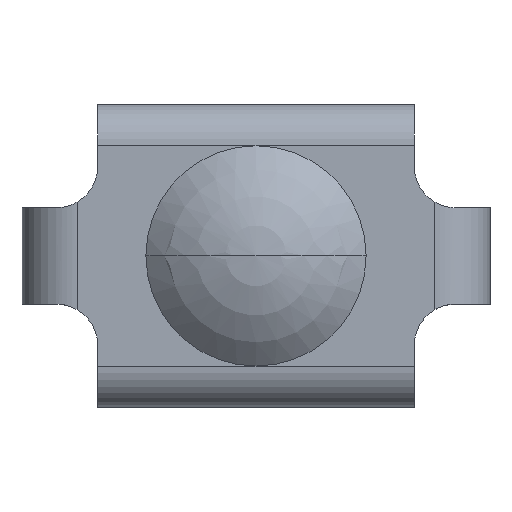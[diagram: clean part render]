
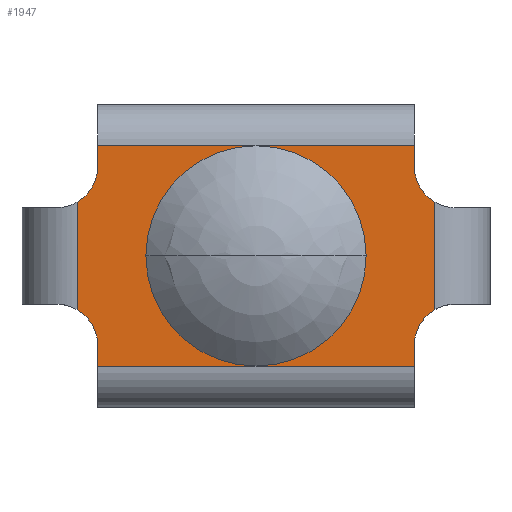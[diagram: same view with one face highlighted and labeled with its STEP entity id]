
A CAD part, top view. The second image highlights one B-rep face of the part: STEP entity #1947.
In plain terms, the highlighted planar face has unit normal (0, 0, 1).
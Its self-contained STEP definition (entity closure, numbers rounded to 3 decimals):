
#1136=CARTESIAN_POINT('',(31.5,4.5,0.));
#1137=DIRECTION('',(0.,0.,-1.));
#1138=DIRECTION('',(-1.,0.,0.));
#1139=AXIS2_PLACEMENT_3D('',#1136,#1137,#1138);
#1141=DIRECTION('',(0.,1.,0.));
#1142=VECTOR('',#1141,1.5);
#1143=CARTESIAN_POINT('',(28.5,3.,0.));
#1144=LINE('',#1143,#1142);
#1145=DIRECTION('',(0.,-1.,0.));
#1146=VECTOR('',#1145,1.5);
#1147=CARTESIAN_POINT('',(5.5,4.5,0.));
#1148=LINE('',#1147,#1146);
#1149=CARTESIAN_POINT('',(2.5,4.5,0.));
#1150=DIRECTION('',(0.,0.,-1.));
#1151=DIRECTION('',(0.5,0.866,0.));
#1152=AXIS2_PLACEMENT_3D('',#1149,#1150,#1151);
#1154=CARTESIAN_POINT('',(2.5,17.5,0.));
#1155=DIRECTION('',(0.,0.,-1.));
#1156=DIRECTION('',(1.,0.,0.));
#1157=AXIS2_PLACEMENT_3D('',#1154,#1155,#1156);
#1159=DIRECTION('',(0.,-1.,0.));
#1160=VECTOR('',#1159,1.5);
#1161=CARTESIAN_POINT('',(5.5,19.,0.));
#1162=LINE('',#1161,#1160);
#1163=DIRECTION('',(0.,1.,0.));
#1164=VECTOR('',#1163,1.5);
#1165=CARTESIAN_POINT('',(28.5,17.5,0.));
#1166=LINE('',#1165,#1164);
#1167=CARTESIAN_POINT('',(31.5,17.5,0.));
#1168=DIRECTION('',(0.,0.,-1.));
#1169=DIRECTION('',(-0.5,-0.866,0.));
#1170=AXIS2_PLACEMENT_3D('',#1167,#1168,#1169);
#1172=DIRECTION('',(0.,1.,0.));
#1173=VECTOR('',#1172,7.);
#1174=CARTESIAN_POINT('',(13.5,7.5,0.));
#1175=LINE('',#1174,#1173);
#1176=DIRECTION('',(-1.,0.,0.));
#1177=VECTOR('',#1176,7.);
#1178=CARTESIAN_POINT('',(20.5,7.5,0.));
#1179=LINE('',#1178,#1177);
#1180=DIRECTION('',(0.,-1.,0.));
#1181=VECTOR('',#1180,7.);
#1182=CARTESIAN_POINT('',(20.5,14.5,0.));
#1183=LINE('',#1182,#1181);
#1184=DIRECTION('',(1.,0.,0.));
#1185=VECTOR('',#1184,7.);
#1186=CARTESIAN_POINT('',(13.5,14.5,0.));
#1187=LINE('',#1186,#1185);
#1188=DIRECTION('',(0.,-1.,0.));
#1189=VECTOR('',#1188,7.804);
#1190=CARTESIAN_POINT('',(30.,14.902,0.));
#1191=LINE('',#1190,#1189);
#1229=DIRECTION('',(1.,0.,0.));
#1230=VECTOR('',#1229,23.);
#1231=CARTESIAN_POINT('',(5.5,19.,0.));
#1232=LINE('',#1231,#1230);
#1270=DIRECTION('',(0.,1.,0.));
#1271=VECTOR('',#1270,7.804);
#1272=CARTESIAN_POINT('',(4.,7.098,0.));
#1273=LINE('',#1272,#1271);
#1311=DIRECTION('',(-1.,0.,0.));
#1312=VECTOR('',#1311,23.);
#1313=CARTESIAN_POINT('',(28.5,3.,0.));
#1314=LINE('',#1313,#1312);
#1736=CARTESIAN_POINT('',(28.5,4.5,0.));
#1737=CARTESIAN_POINT('',(30.,7.098,0.));
#1738=VERTEX_POINT('',#1736);
#1739=VERTEX_POINT('',#1737);
#1740=CARTESIAN_POINT('',(28.5,3.,0.));
#1741=VERTEX_POINT('',#1740);
#1742=CARTESIAN_POINT('',(5.5,3.,0.));
#1743=VERTEX_POINT('',#1742);
#1744=CARTESIAN_POINT('',(5.5,4.5,0.));
#1745=VERTEX_POINT('',#1744);
#1746=CARTESIAN_POINT('',(4.,7.098,0.));
#1747=VERTEX_POINT('',#1746);
#1748=CARTESIAN_POINT('',(4.,14.902,0.));
#1749=VERTEX_POINT('',#1748);
#1750=CARTESIAN_POINT('',(5.5,17.5,0.));
#1751=VERTEX_POINT('',#1750);
#1752=CARTESIAN_POINT('',(5.5,19.,0.));
#1753=VERTEX_POINT('',#1752);
#1754=CARTESIAN_POINT('',(28.5,19.,0.));
#1755=VERTEX_POINT('',#1754);
#1756=CARTESIAN_POINT('',(28.5,17.5,0.));
#1757=VERTEX_POINT('',#1756);
#1758=CARTESIAN_POINT('',(30.,14.902,0.));
#1759=VERTEX_POINT('',#1758);
#1760=CARTESIAN_POINT('',(20.5,7.5,0.));
#1761=CARTESIAN_POINT('',(13.5,7.5,0.));
#1762=VERTEX_POINT('',#1760);
#1763=VERTEX_POINT('',#1761);
#1764=CARTESIAN_POINT('',(20.5,14.5,0.));
#1765=VERTEX_POINT('',#1764);
#1766=CARTESIAN_POINT('',(13.5,14.5,0.));
#1767=VERTEX_POINT('',#1766);
#1906=CARTESIAN_POINT('',(0.,0.,0.));
#1907=DIRECTION('',(0.,0.,1.));
#1908=DIRECTION('',(1.,0.,0.));
#1909=AXIS2_PLACEMENT_3D('',#1906,#1907,#1908);
#1910=PLANE('',#1909);
#1912=ORIENTED_EDGE('',*,*,#1911,.T.);
#1914=ORIENTED_EDGE('',*,*,#1913,.F.);
#1916=ORIENTED_EDGE('',*,*,#1915,.F.);
#1918=ORIENTED_EDGE('',*,*,#1917,.T.);
#1920=ORIENTED_EDGE('',*,*,#1919,.F.);
#1922=ORIENTED_EDGE('',*,*,#1921,.F.);
#1924=ORIENTED_EDGE('',*,*,#1923,.T.);
#1926=ORIENTED_EDGE('',*,*,#1925,.F.);
#1928=ORIENTED_EDGE('',*,*,#1927,.F.);
#1930=ORIENTED_EDGE('',*,*,#1929,.T.);
#1932=ORIENTED_EDGE('',*,*,#1931,.F.);
#1934=ORIENTED_EDGE('',*,*,#1933,.F.);
#1935=EDGE_LOOP('',(#1912,#1914,#1916,#1918,#1920,#1922,#1924,#1926,#1928,#1930,
#1932,#1934));
#1936=FACE_OUTER_BOUND('',#1935,.F.);
#1938=ORIENTED_EDGE('',*,*,#1937,.F.);
#1940=ORIENTED_EDGE('',*,*,#1939,.F.);
#1942=ORIENTED_EDGE('',*,*,#1941,.F.);
#1944=ORIENTED_EDGE('',*,*,#1943,.F.);
#1945=EDGE_LOOP('',(#1938,#1940,#1942,#1944));
#1946=FACE_BOUND('',#1945,.F.);
#1947=ADVANCED_FACE('',(#1936,#1946),#1910,.T.);
#1140=CIRCLE('',#1139,3.);
#1153=CIRCLE('',#1152,3.);
#1158=CIRCLE('',#1157,3.);
#1171=CIRCLE('',#1170,3.);
#1911=EDGE_CURVE('',#1759,#1739,#1191,.T.);
#1913=EDGE_CURVE('',#1738,#1739,#1140,.T.);
#1915=EDGE_CURVE('',#1741,#1738,#1144,.T.);
#1917=EDGE_CURVE('',#1741,#1743,#1314,.T.);
#1919=EDGE_CURVE('',#1745,#1743,#1148,.T.);
#1921=EDGE_CURVE('',#1747,#1745,#1153,.T.);
#1923=EDGE_CURVE('',#1747,#1749,#1273,.T.);
#1925=EDGE_CURVE('',#1751,#1749,#1158,.T.);
#1927=EDGE_CURVE('',#1753,#1751,#1162,.T.);
#1929=EDGE_CURVE('',#1753,#1755,#1232,.T.);
#1931=EDGE_CURVE('',#1757,#1755,#1166,.T.);
#1933=EDGE_CURVE('',#1759,#1757,#1171,.T.);
#1937=EDGE_CURVE('',#1763,#1767,#1175,.T.);
#1939=EDGE_CURVE('',#1762,#1763,#1179,.T.);
#1941=EDGE_CURVE('',#1765,#1762,#1183,.T.);
#1943=EDGE_CURVE('',#1767,#1765,#1187,.T.);
